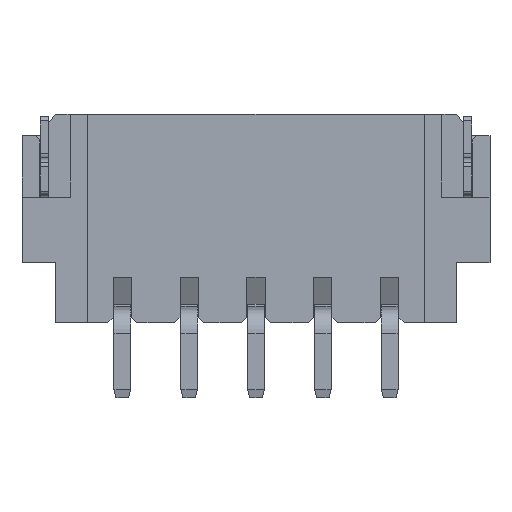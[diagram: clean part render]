
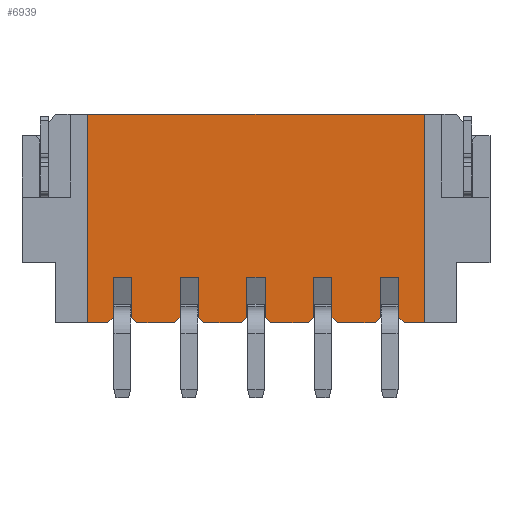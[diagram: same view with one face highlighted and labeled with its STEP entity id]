
A CAD part, front view. The second image highlights one B-rep face of the part: STEP entity #6939.
In plain terms, the highlighted planar face has unit normal (0, -1, 0).
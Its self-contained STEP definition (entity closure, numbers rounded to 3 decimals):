
#309=DIRECTION('',(0.,0.,-1.));
#310=VECTOR('',#309,1.5);
#311=CARTESIAN_POINT('',(4.09,-5.7,-6.1));
#312=LINE('',#311,#310);
#313=DIRECTION('',(0.707,0.,0.707));
#314=VECTOR('',#313,0.283);
#315=CARTESIAN_POINT('',(3.21,-5.7,-7.8));
#316=LINE('',#315,#314);
#317=DIRECTION('',(-1.,0.,0.));
#318=VECTOR('',#317,12.6);
#319=CARTESIAN_POINT('',(15.05,-5.7,0.));
#320=LINE('',#319,#318);
#321=DIRECTION('',(0.707,0.,-0.707));
#322=VECTOR('',#321,0.283);
#323=CARTESIAN_POINT('',(14.09,-5.7,-7.6));
#324=LINE('',#323,#322);
#325=DIRECTION('',(1.,0.,0.));
#326=VECTOR('',#325,0.68);
#327=CARTESIAN_POINT('',(13.41,-5.7,-6.1));
#328=LINE('',#327,#326);
#329=DIRECTION('',(0.707,0.,0.707));
#330=VECTOR('',#329,0.283);
#331=CARTESIAN_POINT('',(13.21,-5.7,-7.8));
#332=LINE('',#331,#330);
#333=DIRECTION('',(0.707,0.,-0.707));
#334=VECTOR('',#333,0.283);
#335=CARTESIAN_POINT('',(11.59,-5.7,-7.6));
#336=LINE('',#335,#334);
#337=DIRECTION('',(1.,0.,0.));
#338=VECTOR('',#337,0.68);
#339=CARTESIAN_POINT('',(10.91,-5.7,-6.1));
#340=LINE('',#339,#338);
#341=DIRECTION('',(0.707,0.,0.707));
#342=VECTOR('',#341,0.283);
#343=CARTESIAN_POINT('',(10.71,-5.7,-7.8));
#344=LINE('',#343,#342);
#345=DIRECTION('',(0.707,0.,-0.707));
#346=VECTOR('',#345,0.283);
#347=CARTESIAN_POINT('',(9.09,-5.7,-7.6));
#348=LINE('',#347,#346);
#349=DIRECTION('',(1.,0.,0.));
#350=VECTOR('',#349,0.68);
#351=CARTESIAN_POINT('',(8.41,-5.7,-6.1));
#352=LINE('',#351,#350);
#353=DIRECTION('',(0.707,0.,0.707));
#354=VECTOR('',#353,0.283);
#355=CARTESIAN_POINT('',(8.21,-5.7,-7.8));
#356=LINE('',#355,#354);
#357=DIRECTION('',(0.707,0.,-0.707));
#358=VECTOR('',#357,0.283);
#359=CARTESIAN_POINT('',(6.59,-5.7,-7.6));
#360=LINE('',#359,#358);
#361=DIRECTION('',(1.,0.,0.));
#362=VECTOR('',#361,0.68);
#363=CARTESIAN_POINT('',(5.91,-5.7,-6.1));
#364=LINE('',#363,#362);
#365=DIRECTION('',(0.707,0.,0.707));
#366=VECTOR('',#365,0.283);
#367=CARTESIAN_POINT('',(5.71,-5.7,-7.8));
#368=LINE('',#367,#366);
#369=DIRECTION('',(0.707,0.,-0.707));
#370=VECTOR('',#369,0.283);
#371=CARTESIAN_POINT('',(4.09,-5.7,-7.6));
#372=LINE('',#371,#370);
#373=DIRECTION('',(1.,0.,0.));
#374=VECTOR('',#373,0.68);
#375=CARTESIAN_POINT('',(3.41,-5.7,-6.1));
#376=LINE('',#375,#374);
#381=DIRECTION('',(0.,0.,1.));
#382=VECTOR('',#381,1.5);
#383=CARTESIAN_POINT('',(3.41,-5.7,-7.6));
#384=LINE('',#383,#382);
#445=DIRECTION('',(-1.,0.,0.));
#446=VECTOR('',#445,0.76);
#447=CARTESIAN_POINT('',(3.21,-5.7,-7.8));
#448=LINE('',#447,#446);
#1319=DIRECTION('',(0.,0.,-1.));
#1320=VECTOR('',#1319,7.8);
#1321=CARTESIAN_POINT('',(2.45,-5.7,0.));
#1322=LINE('',#1321,#1320);
#1335=DIRECTION('',(0.,0.,1.));
#1336=VECTOR('',#1335,7.8);
#1337=CARTESIAN_POINT('',(15.05,-5.7,-7.8));
#1338=LINE('',#1337,#1336);
#1716=DIRECTION('',(0.,0.,-1.));
#1717=VECTOR('',#1716,1.5);
#1718=CARTESIAN_POINT('',(14.09,-5.7,-6.1));
#1719=LINE('',#1718,#1717);
#1720=DIRECTION('',(-1.,0.,0.));
#1721=VECTOR('',#1720,0.76);
#1722=CARTESIAN_POINT('',(15.05,-5.7,-7.8));
#1723=LINE('',#1722,#1721);
#2297=DIRECTION('',(0.,0.,1.));
#2298=VECTOR('',#2297,1.5);
#2299=CARTESIAN_POINT('',(13.41,-5.7,-7.6));
#2300=LINE('',#2299,#2298);
#2341=DIRECTION('',(0.,0.,-1.));
#2342=VECTOR('',#2341,1.5);
#2343=CARTESIAN_POINT('',(11.59,-5.7,-6.1));
#2344=LINE('',#2343,#2342);
#2345=DIRECTION('',(-1.,0.,0.));
#2346=VECTOR('',#2345,1.42);
#2347=CARTESIAN_POINT('',(13.21,-5.7,-7.8));
#2348=LINE('',#2347,#2346);
#2357=DIRECTION('',(0.,0.,1.));
#2358=VECTOR('',#2357,1.5);
#2359=CARTESIAN_POINT('',(10.91,-5.7,-7.6));
#2360=LINE('',#2359,#2358);
#2397=DIRECTION('',(0.,0.,-1.));
#2398=VECTOR('',#2397,1.5);
#2399=CARTESIAN_POINT('',(9.09,-5.7,-6.1));
#2400=LINE('',#2399,#2398);
#2409=DIRECTION('',(-1.,0.,0.));
#2410=VECTOR('',#2409,1.42);
#2411=CARTESIAN_POINT('',(10.71,-5.7,-7.8));
#2412=LINE('',#2411,#2410);
#2417=DIRECTION('',(0.,0.,1.));
#2418=VECTOR('',#2417,1.5);
#2419=CARTESIAN_POINT('',(8.41,-5.7,-7.6));
#2420=LINE('',#2419,#2418);
#2461=DIRECTION('',(0.,0.,-1.));
#2462=VECTOR('',#2461,1.5);
#2463=CARTESIAN_POINT('',(6.59,-5.7,-6.1));
#2464=LINE('',#2463,#2462);
#2465=DIRECTION('',(-1.,0.,0.));
#2466=VECTOR('',#2465,1.42);
#2467=CARTESIAN_POINT('',(8.21,-5.7,-7.8));
#2468=LINE('',#2467,#2466);
#2477=DIRECTION('',(0.,0.,1.));
#2478=VECTOR('',#2477,1.5);
#2479=CARTESIAN_POINT('',(5.91,-5.7,-7.6));
#2480=LINE('',#2479,#2478);
#2493=DIRECTION('',(-1.,0.,0.));
#2494=VECTOR('',#2493,1.42);
#2495=CARTESIAN_POINT('',(5.71,-5.7,-7.8));
#2496=LINE('',#2495,#2494);
#5116=CARTESIAN_POINT('',(15.05,-5.7,0.));
#5117=VERTEX_POINT('',#5116);
#5118=CARTESIAN_POINT('',(2.45,-5.7,0.));
#5119=VERTEX_POINT('',#5118);
#5384=CARTESIAN_POINT('',(5.91,-5.7,-6.1));
#5385=VERTEX_POINT('',#5384);
#5386=CARTESIAN_POINT('',(6.59,-5.7,-6.1));
#5387=VERTEX_POINT('',#5386);
#5392=CARTESIAN_POINT('',(8.41,-5.7,-6.1));
#5393=VERTEX_POINT('',#5392);
#5394=CARTESIAN_POINT('',(9.09,-5.7,-6.1));
#5395=VERTEX_POINT('',#5394);
#5400=CARTESIAN_POINT('',(10.91,-5.7,-6.1));
#5401=VERTEX_POINT('',#5400);
#5402=CARTESIAN_POINT('',(11.59,-5.7,-6.1));
#5403=VERTEX_POINT('',#5402);
#5408=CARTESIAN_POINT('',(13.41,-5.7,-6.1));
#5409=VERTEX_POINT('',#5408);
#5410=CARTESIAN_POINT('',(14.09,-5.7,-6.1));
#5411=VERTEX_POINT('',#5410);
#5420=CARTESIAN_POINT('',(3.41,-5.7,-6.1));
#5421=VERTEX_POINT('',#5420);
#5422=CARTESIAN_POINT('',(4.09,-5.7,-6.1));
#5423=VERTEX_POINT('',#5422);
#5468=CARTESIAN_POINT('',(3.21,-5.7,-7.8));
#5469=CARTESIAN_POINT('',(3.41,-5.7,-7.6));
#5470=VERTEX_POINT('',#5468);
#5471=VERTEX_POINT('',#5469);
#5472=CARTESIAN_POINT('',(2.45,-5.7,-7.8));
#5473=VERTEX_POINT('',#5472);
#5474=CARTESIAN_POINT('',(15.05,-5.7,-7.8));
#5475=VERTEX_POINT('',#5474);
#5476=CARTESIAN_POINT('',(14.29,-5.7,-7.8));
#5477=VERTEX_POINT('',#5476);
#5478=CARTESIAN_POINT('',(14.09,-5.7,-7.6));
#5479=VERTEX_POINT('',#5478);
#5480=CARTESIAN_POINT('',(13.41,-5.7,-7.6));
#5481=VERTEX_POINT('',#5480);
#5482=CARTESIAN_POINT('',(13.21,-5.7,-7.8));
#5483=VERTEX_POINT('',#5482);
#5484=CARTESIAN_POINT('',(11.79,-5.7,-7.8));
#5485=VERTEX_POINT('',#5484);
#5486=CARTESIAN_POINT('',(11.59,-5.7,-7.6));
#5487=VERTEX_POINT('',#5486);
#5488=CARTESIAN_POINT('',(10.91,-5.7,-7.6));
#5489=VERTEX_POINT('',#5488);
#5490=CARTESIAN_POINT('',(10.71,-5.7,-7.8));
#5491=VERTEX_POINT('',#5490);
#5492=CARTESIAN_POINT('',(9.29,-5.7,-7.8));
#5493=VERTEX_POINT('',#5492);
#5494=CARTESIAN_POINT('',(9.09,-5.7,-7.6));
#5495=VERTEX_POINT('',#5494);
#5496=CARTESIAN_POINT('',(8.41,-5.7,-7.6));
#5497=VERTEX_POINT('',#5496);
#5498=CARTESIAN_POINT('',(8.21,-5.7,-7.8));
#5499=VERTEX_POINT('',#5498);
#5500=CARTESIAN_POINT('',(6.79,-5.7,-7.8));
#5501=VERTEX_POINT('',#5500);
#5502=CARTESIAN_POINT('',(6.59,-5.7,-7.6));
#5503=VERTEX_POINT('',#5502);
#5504=CARTESIAN_POINT('',(5.91,-5.7,-7.6));
#5505=VERTEX_POINT('',#5504);
#5506=CARTESIAN_POINT('',(5.71,-5.7,-7.8));
#5507=VERTEX_POINT('',#5506);
#5508=CARTESIAN_POINT('',(4.29,-5.7,-7.8));
#5509=VERTEX_POINT('',#5508);
#5510=CARTESIAN_POINT('',(4.09,-5.7,-7.6));
#5511=VERTEX_POINT('',#5510);
#6872=CARTESIAN_POINT('',(8.75,-5.7,-3.9));
#6873=DIRECTION('',(0.,1.,0.));
#6874=DIRECTION('',(1.,0.,0.));
#6875=AXIS2_PLACEMENT_3D('',#6872,#6873,#6874);
#6876=PLANE('',#6875);
#6878=ORIENTED_EDGE('',*,*,#6877,.F.);
#6880=ORIENTED_EDGE('',*,*,#6879,.T.);
#6882=ORIENTED_EDGE('',*,*,#6881,.F.);
#6883=ORIENTED_EDGE('',*,*,#6236,.F.);
#6885=ORIENTED_EDGE('',*,*,#6884,.F.);
#6887=ORIENTED_EDGE('',*,*,#6886,.T.);
#6889=ORIENTED_EDGE('',*,*,#6888,.F.);
#6891=ORIENTED_EDGE('',*,*,#6890,.F.);
#6892=ORIENTED_EDGE('',*,*,#6803,.F.);
#6894=ORIENTED_EDGE('',*,*,#6893,.F.);
#6896=ORIENTED_EDGE('',*,*,#6895,.F.);
#6898=ORIENTED_EDGE('',*,*,#6897,.T.);
#6900=ORIENTED_EDGE('',*,*,#6899,.F.);
#6902=ORIENTED_EDGE('',*,*,#6901,.F.);
#6903=ORIENTED_EDGE('',*,*,#6795,.F.);
#6905=ORIENTED_EDGE('',*,*,#6904,.F.);
#6907=ORIENTED_EDGE('',*,*,#6906,.F.);
#6909=ORIENTED_EDGE('',*,*,#6908,.T.);
#6911=ORIENTED_EDGE('',*,*,#6910,.F.);
#6913=ORIENTED_EDGE('',*,*,#6912,.F.);
#6914=ORIENTED_EDGE('',*,*,#6787,.F.);
#6916=ORIENTED_EDGE('',*,*,#6915,.F.);
#6918=ORIENTED_EDGE('',*,*,#6917,.F.);
#6920=ORIENTED_EDGE('',*,*,#6919,.T.);
#6922=ORIENTED_EDGE('',*,*,#6921,.F.);
#6924=ORIENTED_EDGE('',*,*,#6923,.F.);
#6925=ORIENTED_EDGE('',*,*,#6779,.F.);
#6927=ORIENTED_EDGE('',*,*,#6926,.F.);
#6929=ORIENTED_EDGE('',*,*,#6928,.F.);
#6931=ORIENTED_EDGE('',*,*,#6930,.T.);
#6932=ORIENTED_EDGE('',*,*,#6852,.F.);
#6933=ORIENTED_EDGE('',*,*,#6867,.F.);
#6934=ORIENTED_EDGE('',*,*,#6818,.F.);
#6936=ORIENTED_EDGE('',*,*,#6935,.F.);
#6937=EDGE_LOOP('',(#6878,#6880,#6882,#6883,#6885,#6887,#6889,#6891,#6892,#6894,
#6896,#6898,#6900,#6902,#6903,#6905,#6907,#6909,#6911,#6913,#6914,#6916,#6918,
#6920,#6922,#6924,#6925,#6927,#6929,#6931,#6932,#6933,#6934,#6936));
#6938=FACE_OUTER_BOUND('',#6937,.F.);
#6236=EDGE_CURVE('',#5117,#5119,#320,.T.);
#6779=EDGE_CURVE('',#5385,#5387,#364,.T.);
#6787=EDGE_CURVE('',#5393,#5395,#352,.T.);
#6795=EDGE_CURVE('',#5401,#5403,#340,.T.);
#6803=EDGE_CURVE('',#5409,#5411,#328,.T.);
#6818=EDGE_CURVE('',#5421,#5423,#376,.T.);
#6852=EDGE_CURVE('',#5511,#5509,#372,.T.);
#6867=EDGE_CURVE('',#5423,#5511,#312,.T.);
#6877=EDGE_CURVE('',#5470,#5471,#316,.T.);
#6879=EDGE_CURVE('',#5470,#5473,#448,.T.);
#6881=EDGE_CURVE('',#5119,#5473,#1322,.T.);
#6884=EDGE_CURVE('',#5475,#5117,#1338,.T.);
#6886=EDGE_CURVE('',#5475,#5477,#1723,.T.);
#6888=EDGE_CURVE('',#5479,#5477,#324,.T.);
#6890=EDGE_CURVE('',#5411,#5479,#1719,.T.);
#6893=EDGE_CURVE('',#5481,#5409,#2300,.T.);
#6895=EDGE_CURVE('',#5483,#5481,#332,.T.);
#6897=EDGE_CURVE('',#5483,#5485,#2348,.T.);
#6899=EDGE_CURVE('',#5487,#5485,#336,.T.);
#6901=EDGE_CURVE('',#5403,#5487,#2344,.T.);
#6904=EDGE_CURVE('',#5489,#5401,#2360,.T.);
#6906=EDGE_CURVE('',#5491,#5489,#344,.T.);
#6908=EDGE_CURVE('',#5491,#5493,#2412,.T.);
#6910=EDGE_CURVE('',#5495,#5493,#348,.T.);
#6912=EDGE_CURVE('',#5395,#5495,#2400,.T.);
#6915=EDGE_CURVE('',#5497,#5393,#2420,.T.);
#6917=EDGE_CURVE('',#5499,#5497,#356,.T.);
#6919=EDGE_CURVE('',#5499,#5501,#2468,.T.);
#6921=EDGE_CURVE('',#5503,#5501,#360,.T.);
#6923=EDGE_CURVE('',#5387,#5503,#2464,.T.);
#6926=EDGE_CURVE('',#5505,#5385,#2480,.T.);
#6928=EDGE_CURVE('',#5507,#5505,#368,.T.);
#6930=EDGE_CURVE('',#5507,#5509,#2496,.T.);
#6935=EDGE_CURVE('',#5471,#5421,#384,.T.);
#6939=ADVANCED_FACE('',(#6938),#6876,.F.);
